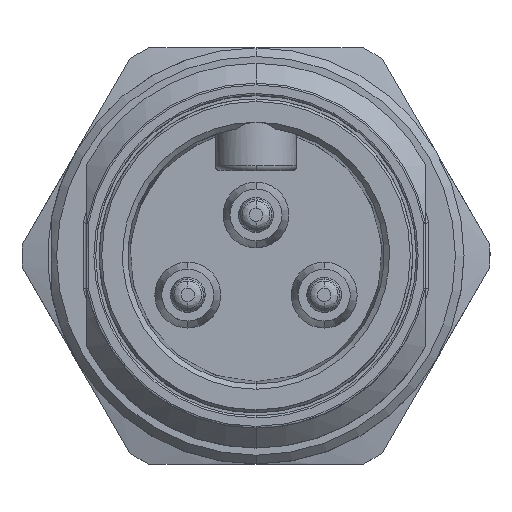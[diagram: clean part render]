
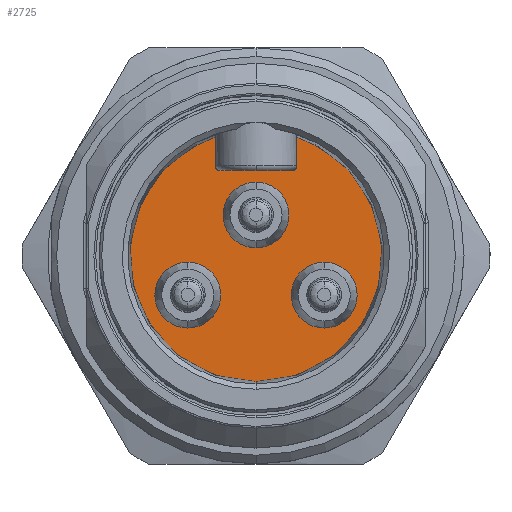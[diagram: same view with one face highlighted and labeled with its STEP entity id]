
A CAD part, top view. The second image highlights one B-rep face of the part: STEP entity #2725.
In plain terms, the highlighted planar face has unit normal (0, 0, 1).
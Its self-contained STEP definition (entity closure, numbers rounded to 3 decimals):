
#2491=AXIS2_PLACEMENT_3D('Circle Axis2P3D',#2489,#2490,$) ;
#2516=AXIS2_PLACEMENT_3D('Circle Axis2P3D',#2514,#2515,$) ;
#2641=AXIS2_PLACEMENT_3D('Plane Axis2P3D',#2638,#2639,#2640) ;
#2645=AXIS2_PLACEMENT_3D('Circle Axis2P3D',#2643,#2644,$) ;
#2659=AXIS2_PLACEMENT_3D('Circle Axis2P3D',#2657,#2658,$) ;
#2673=AXIS2_PLACEMENT_3D('Circle Axis2P3D',#2671,#2672,$) ;
#2682=AXIS2_PLACEMENT_3D('Circle Axis2P3D',#2680,#2681,$) ;
#2691=AXIS2_PLACEMENT_3D('Circle Axis2P3D',#2689,#2690,$) ;
#2700=AXIS2_PLACEMENT_3D('Circle Axis2P3D',#2698,#2699,$) ;
#2709=AXIS2_PLACEMENT_3D('Circle Axis2P3D',#2707,#2708,$) ;
#2718=AXIS2_PLACEMENT_3D('Circle Axis2P3D',#2716,#2717,$) ;
#2486=CARTESIAN_POINT('Vertex',(15.85,18.859,107.8)) ;
#2489=CARTESIAN_POINT('Axis2P3D Location',(13.5,12.,107.8)) ;
#2493=CARTESIAN_POINT('Vertex',(13.5,4.75,107.8)) ;
#2514=CARTESIAN_POINT('Axis2P3D Location',(13.5,12.,107.8)) ;
#2518=CARTESIAN_POINT('Vertex',(11.15,18.859,107.8)) ;
#2540=CARTESIAN_POINT('Line Origine',(11.15,18.029,107.8)) ;
#2544=CARTESIAN_POINT('Vertex',(11.15,17.2,107.8)) ;
#2623=CARTESIAN_POINT('Vertex',(15.85,17.2,107.8)) ;
#2626=CARTESIAN_POINT('Line Origine',(15.85,18.029,107.8)) ;
#2638=CARTESIAN_POINT('Axis2P3D Location',(13.5,12.,107.8)) ;
#2643=CARTESIAN_POINT('Axis2P3D Location',(15.55,17.2,107.8)) ;
#2647=CARTESIAN_POINT('Vertex',(15.55,16.9,107.8)) ;
#2650=CARTESIAN_POINT('Line Origine',(13.5,16.9,107.8)) ;
#2654=CARTESIAN_POINT('Vertex',(11.45,16.9,107.8)) ;
#2657=CARTESIAN_POINT('Axis2P3D Location',(11.45,17.2,107.8)) ;
#2671=CARTESIAN_POINT('Axis2P3D Location',(17.435,9.74,107.8)) ;
#2675=CARTESIAN_POINT('Vertex',(17.435,11.64,107.8)) ;
#2677=CARTESIAN_POINT('Vertex',(17.435,7.84,107.8)) ;
#2680=CARTESIAN_POINT('Axis2P3D Location',(17.435,9.74,107.8)) ;
#2689=CARTESIAN_POINT('Axis2P3D Location',(13.5,14.36,107.8)) ;
#2693=CARTESIAN_POINT('Vertex',(13.5,16.26,107.8)) ;
#2695=CARTESIAN_POINT('Vertex',(13.5,12.46,107.8)) ;
#2698=CARTESIAN_POINT('Axis2P3D Location',(13.5,14.36,107.8)) ;
#2707=CARTESIAN_POINT('Axis2P3D Location',(9.565,9.74,107.8)) ;
#2711=CARTESIAN_POINT('Vertex',(9.565,11.64,107.8)) ;
#2713=CARTESIAN_POINT('Vertex',(9.565,7.84,107.8)) ;
#2716=CARTESIAN_POINT('Axis2P3D Location',(9.565,9.74,107.8)) ;
#2490=DIRECTION('Axis2P3D Direction',(0.,0.,1.)) ;
#2515=DIRECTION('Axis2P3D Direction',(0.,0.,1.)) ;
#2541=DIRECTION('Vector Direction',(0.,1.,0.)) ;
#2627=DIRECTION('Vector Direction',(0.,1.,0.)) ;
#2639=DIRECTION('Axis2P3D Direction',(0.,0.,-1.)) ;
#2640=DIRECTION('Axis2P3D XDirection',(0.,1.,0.)) ;
#2644=DIRECTION('Axis2P3D Direction',(0.,0.,-1.)) ;
#2651=DIRECTION('Vector Direction',(1.,0.,0.)) ;
#2658=DIRECTION('Axis2P3D Direction',(0.,0.,-1.)) ;
#2672=DIRECTION('Axis2P3D Direction',(0.,0.,-1.)) ;
#2681=DIRECTION('Axis2P3D Direction',(0.,0.,-1.)) ;
#2690=DIRECTION('Axis2P3D Direction',(0.,0.,-1.)) ;
#2699=DIRECTION('Axis2P3D Direction',(0.,0.,-1.)) ;
#2708=DIRECTION('Axis2P3D Direction',(0.,0.,-1.)) ;
#2717=DIRECTION('Axis2P3D Direction',(0.,0.,-1.)) ;
#2542=VECTOR('Line Direction',#2541,1.) ;
#2628=VECTOR('Line Direction',#2627,1.) ;
#2652=VECTOR('Line Direction',#2651,1.) ;
#2663=ORIENTED_EDGE('',*,*,#2630,.F.) ;
#2664=ORIENTED_EDGE('',*,*,#2649,.T.) ;
#2665=ORIENTED_EDGE('',*,*,#2656,.F.) ;
#2666=ORIENTED_EDGE('',*,*,#2661,.T.) ;
#2667=ORIENTED_EDGE('',*,*,#2546,.T.) ;
#2668=ORIENTED_EDGE('',*,*,#2520,.T.) ;
#2669=ORIENTED_EDGE('',*,*,#2495,.T.) ;
#2686=ORIENTED_EDGE('',*,*,#2679,.T.) ;
#2687=ORIENTED_EDGE('',*,*,#2684,.T.) ;
#2704=ORIENTED_EDGE('',*,*,#2697,.T.) ;
#2705=ORIENTED_EDGE('',*,*,#2702,.T.) ;
#2722=ORIENTED_EDGE('',*,*,#2715,.T.) ;
#2723=ORIENTED_EDGE('',*,*,#2720,.T.) ;
#2688=FACE_BOUND('',#2685,.T.) ;
#2706=FACE_BOUND('',#2703,.T.) ;
#2724=FACE_BOUND('',#2721,.T.) ;
#2725=ADVANCED_FACE('Hauptkoerper',(#2670,#2688,#2706,#2724),#2642,.F.) ;
#2492=CIRCLE('generated circle',#2491,7.25) ;
#2517=CIRCLE('generated circle',#2516,7.25) ;
#2646=CIRCLE('generated circle',#2645,0.3) ;
#2660=CIRCLE('generated circle',#2659,0.3) ;
#2674=CIRCLE('generated circle',#2673,1.9) ;
#2683=CIRCLE('generated circle',#2682,1.9) ;
#2692=CIRCLE('generated circle',#2691,1.9) ;
#2701=CIRCLE('generated circle',#2700,1.9) ;
#2710=CIRCLE('generated circle',#2709,1.9) ;
#2719=CIRCLE('generated circle',#2718,1.9) ;
#2495=EDGE_CURVE('',#2494,#2487,#2492,.T.) ;
#2520=EDGE_CURVE('',#2519,#2494,#2517,.T.) ;
#2546=EDGE_CURVE('',#2545,#2519,#2543,.T.) ;
#2630=EDGE_CURVE('',#2624,#2487,#2629,.T.) ;
#2649=EDGE_CURVE('',#2624,#2648,#2646,.T.) ;
#2656=EDGE_CURVE('',#2655,#2648,#2653,.T.) ;
#2661=EDGE_CURVE('',#2655,#2545,#2660,.T.) ;
#2679=EDGE_CURVE('',#2676,#2678,#2674,.T.) ;
#2684=EDGE_CURVE('',#2678,#2676,#2683,.T.) ;
#2697=EDGE_CURVE('',#2694,#2696,#2692,.T.) ;
#2702=EDGE_CURVE('',#2696,#2694,#2701,.T.) ;
#2715=EDGE_CURVE('',#2712,#2714,#2710,.T.) ;
#2720=EDGE_CURVE('',#2714,#2712,#2719,.T.) ;
#2662=EDGE_LOOP('',(#2663,#2664,#2665,#2666,#2667,#2668,#2669)) ;
#2685=EDGE_LOOP('',(#2686,#2687)) ;
#2703=EDGE_LOOP('',(#2704,#2705)) ;
#2721=EDGE_LOOP('',(#2722,#2723)) ;
#2670=FACE_OUTER_BOUND('',#2662,.T.) ;
#2543=LINE('Line',#2540,#2542) ;
#2629=LINE('Line',#2626,#2628) ;
#2653=LINE('Line',#2650,#2652) ;
#2642=PLANE('',#2641) ;
#2487=VERTEX_POINT('',#2486) ;
#2494=VERTEX_POINT('',#2493) ;
#2519=VERTEX_POINT('',#2518) ;
#2545=VERTEX_POINT('',#2544) ;
#2624=VERTEX_POINT('',#2623) ;
#2648=VERTEX_POINT('',#2647) ;
#2655=VERTEX_POINT('',#2654) ;
#2676=VERTEX_POINT('',#2675) ;
#2678=VERTEX_POINT('',#2677) ;
#2694=VERTEX_POINT('',#2693) ;
#2696=VERTEX_POINT('',#2695) ;
#2712=VERTEX_POINT('',#2711) ;
#2714=VERTEX_POINT('',#2713) ;
